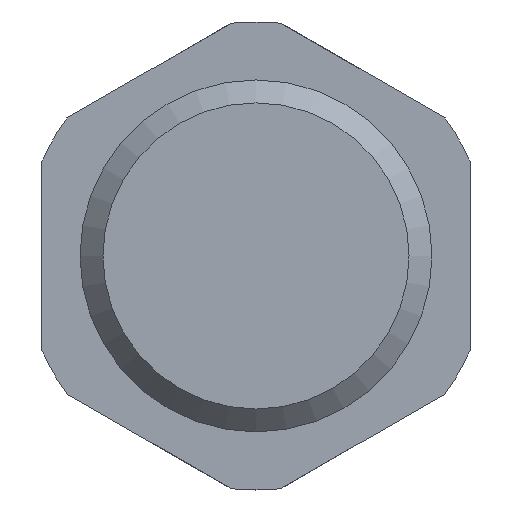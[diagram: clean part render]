
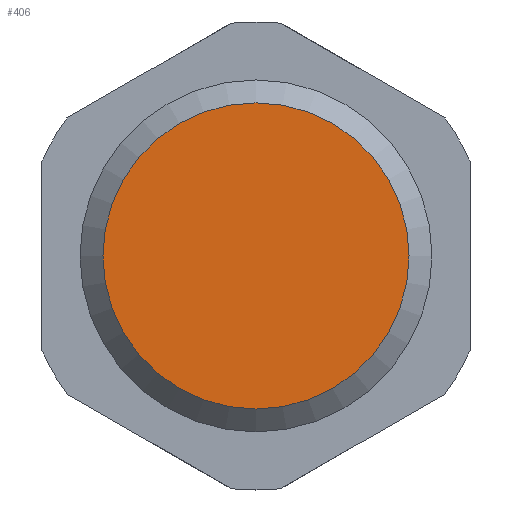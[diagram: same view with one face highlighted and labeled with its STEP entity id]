
A CAD part, front view. The second image highlights one B-rep face of the part: STEP entity #406.
In plain terms, the highlighted planar face has unit normal (0, -1, 0).
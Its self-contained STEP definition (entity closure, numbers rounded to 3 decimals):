
#49=CIRCLE('',#432,5.722);
#50=CIRCLE('',#433,5.722);
#94=VERTEX_POINT('',#634);
#95=VERTEX_POINT('',#635);
#184=EDGE_CURVE('',#94,#95,#49,.T.);
#185=EDGE_CURVE('',#95,#94,#50,.T.);
#243=ORIENTED_EDGE('',*,*,#184,.T.);
#244=ORIENTED_EDGE('',*,*,#185,.T.);
#352=EDGE_LOOP('',(#243,#244));
#379=FACE_BOUND('',#352,.T.);
#406=ADVANCED_FACE('',(#379),#736,.F.);
#431=AXIS2_PLACEMENT_3D('',#632,#492,$);
#432=AXIS2_PLACEMENT_3D('',#633,#493,#494);
#433=AXIS2_PLACEMENT_3D('',#636,#495,#496);
#492=DIRECTION('',(0.,1.,0.));
#493=DIRECTION('',(0.,-1.,0.));
#494=DIRECTION('',(0.,0.,5.722));
#495=DIRECTION('',(0.,-1.,0.));
#496=DIRECTION('',(0.,0.,5.722));
#632=CARTESIAN_POINT('',(5.723,0.,0.));
#633=CARTESIAN_POINT('',(0.,0.,0.));
#634=CARTESIAN_POINT('',(0.,0.,-5.722));
#635=CARTESIAN_POINT('',(0.,0.,5.722));
#636=CARTESIAN_POINT('',(0.,0.,0.));
#736=PLANE('',#431);
